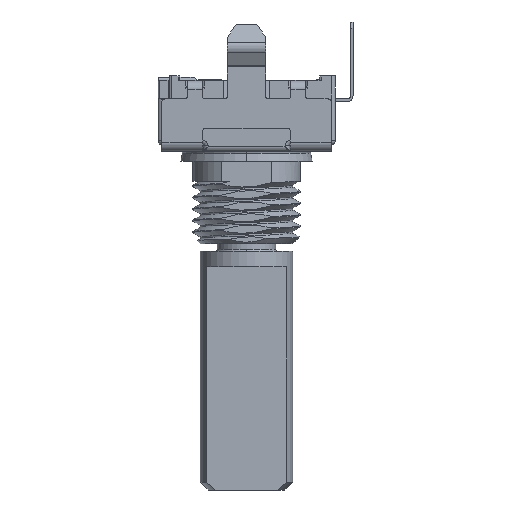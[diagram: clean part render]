
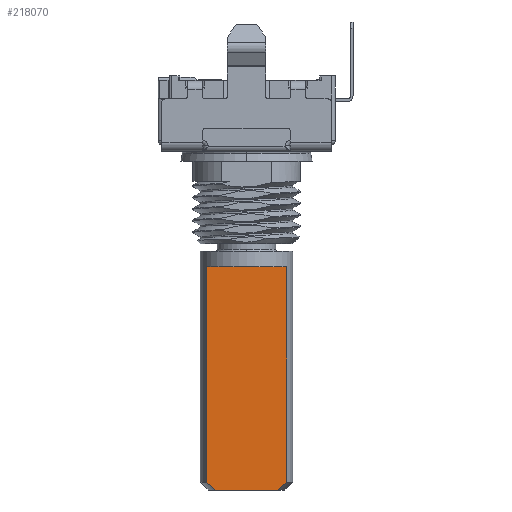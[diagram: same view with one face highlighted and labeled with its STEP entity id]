
A CAD part, front view. The second image highlights one B-rep face of the part: STEP entity #218070.
In plain terms, the highlighted face is planar.
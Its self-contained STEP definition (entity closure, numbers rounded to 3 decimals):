
#158490=CARTESIAN_POINT('',(7.25,3.152,12.1));
#158500=VERTEX_POINT('',#158490);
#158510=CARTESIAN_POINT('',(7.25,8.348,12.1));
#158520=VERTEX_POINT('',#158510);
#158550=CARTESIAN_POINT('',(7.25,8.348,12.1));
#158560=DIRECTION('',(0.,-1.,0.));
#158570=VECTOR('',#158560,1.);
#158580=LINE('',#158550,#158570);
#158590=EDGE_CURVE('',#158520,#158500,#158580,.T.);
#217410=CARTESIAN_POINT('',(7.25,8.348,26.54));
#217420=DIRECTION('',(1.,0.,0.));
#217430=DIRECTION('',(0.,0.,-1.));
#217440=AXIS2_PLACEMENT_3D('',#217410,#217420,#217430);
#217450=PLANE('',#217440);
#217460=CARTESIAN_POINT('',(7.25,7.75,26.6));
#217470=CARTESIAN_POINT('',(7.25,7.801,26.559));
#217480=CARTESIAN_POINT('',(7.25,7.851,
26.519));
#217490=CARTESIAN_POINT('',(7.25,7.901,
26.477));
#217500=CARTESIAN_POINT('',(7.25,7.952,
26.436));
#217510=CARTESIAN_POINT('',(7.25,8.002,
26.395));
#217520=CARTESIAN_POINT('',(7.25,8.051,
26.353));
#217530=CARTESIAN_POINT('',(7.25,8.101,
26.311));
#217540=CARTESIAN_POINT('',(7.25,8.151,
26.269));
#217550=CARTESIAN_POINT('',(7.25,8.2,
26.227));
#217560=CARTESIAN_POINT('',(7.25,8.25,
26.185));
#217570=CARTESIAN_POINT('',(7.25,8.299,
26.143));
#217580=CARTESIAN_POINT('',(7.25,8.348,
26.1));
#217590=B_SPLINE_CURVE_WITH_KNOTS('',3,(#217460,#217470,#217480,#217490,
#217500,#217510,#217520,#217530,#217540,#217550,#217560,#217570,#217580)
,.UNSPECIFIED.,.F.,.F.,(4,3,3,3,4),(0.,0.195,
0.39,0.585,0.78),.UNSPECIFIED.);
#217600=CARTESIAN_POINT('',(7.25,7.75,26.6));
#217610=VERTEX_POINT('',#217600);
#217620=CARTESIAN_POINT('',(7.25,8.348,
26.1));
#217630=VERTEX_POINT('',#217620);
#217640=EDGE_CURVE('',#217610,#217630,#217590,.T.);
#217650=ORIENTED_EDGE('',*,*,#217640,.F.);
#217660=CARTESIAN_POINT('',(7.25,8.348,26.54));
#217670=DIRECTION('',(0.,0.,-1.));
#217680=VECTOR('',#217670,1.);
#217690=LINE('',#217660,#217680);
#217700=EDGE_CURVE('',#217630,#158520,#217690,.T.);
#217710=ORIENTED_EDGE('',*,*,#217700,.F.);
#217720=ORIENTED_EDGE('',*,*,#158590,.F.);
#217730=CARTESIAN_POINT('',(7.25,3.152,26.54));
#217740=DIRECTION('',(0.,0.,-1.));
#217750=VECTOR('',#217740,1.);
#217760=LINE('',#217730,#217750);
#217770=CARTESIAN_POINT('',(7.25,3.152,
26.1));
#217780=VERTEX_POINT('',#217770);
#217790=EDGE_CURVE('',#217780,#158500,#217760,.T.);
#217800=ORIENTED_EDGE('',*,*,#217790,.T.);
#217810=CARTESIAN_POINT('',(7.25,3.152,
26.1));
#217820=CARTESIAN_POINT('',(7.25,3.201,
26.143));
#217830=CARTESIAN_POINT('',(7.25,3.25,
26.185));
#217840=CARTESIAN_POINT('',(7.25,3.3,
26.227));
#217850=CARTESIAN_POINT('',(7.25,3.349,
26.269));
#217860=CARTESIAN_POINT('',(7.25,3.399,
26.311));
#217870=CARTESIAN_POINT('',(7.25,3.449,
26.353));
#217880=CARTESIAN_POINT('',(7.25,3.498,
26.395));
#217890=CARTESIAN_POINT('',(7.25,3.548,
26.436));
#217900=CARTESIAN_POINT('',(7.25,3.599,
26.477));
#217910=CARTESIAN_POINT('',(7.25,3.649,
26.519));
#217920=CARTESIAN_POINT('',(7.25,3.699,26.559));
#217930=CARTESIAN_POINT('',(7.25,3.75,26.6));
#217940=B_SPLINE_CURVE_WITH_KNOTS('',3,(#217810,#217820,#217830,#217840,
#217850,#217860,#217870,#217880,#217890,#217900,#217910,#217920,#217930)
,.UNSPECIFIED.,.F.,.F.,(4,3,3,3,4),(0.,0.195,
0.39,0.585,0.78),.UNSPECIFIED.);
#217950=CARTESIAN_POINT('',(7.25,3.75,26.6));
#217960=VERTEX_POINT('',#217950);
#217970=EDGE_CURVE('',#217780,#217960,#217940,.T.);
#217980=ORIENTED_EDGE('',*,*,#217970,.F.);
#217990=CARTESIAN_POINT('',(7.25,8.348,26.6));
#218000=DIRECTION('',(0.,-1.,0.));
#218010=VECTOR('',#218000,1.);
#218020=LINE('',#217990,#218010);
#218030=EDGE_CURVE('',#217610,#217960,#218020,.T.);
#218040=ORIENTED_EDGE('',*,*,#218030,.T.);
#218050=EDGE_LOOP('',(#218040,#217980,#217800,#217720,#217710,#217650));
#218060=FACE_OUTER_BOUND('',#218050,.T.);
#218070=ADVANCED_FACE('',(#218060),#217450,.T.);
